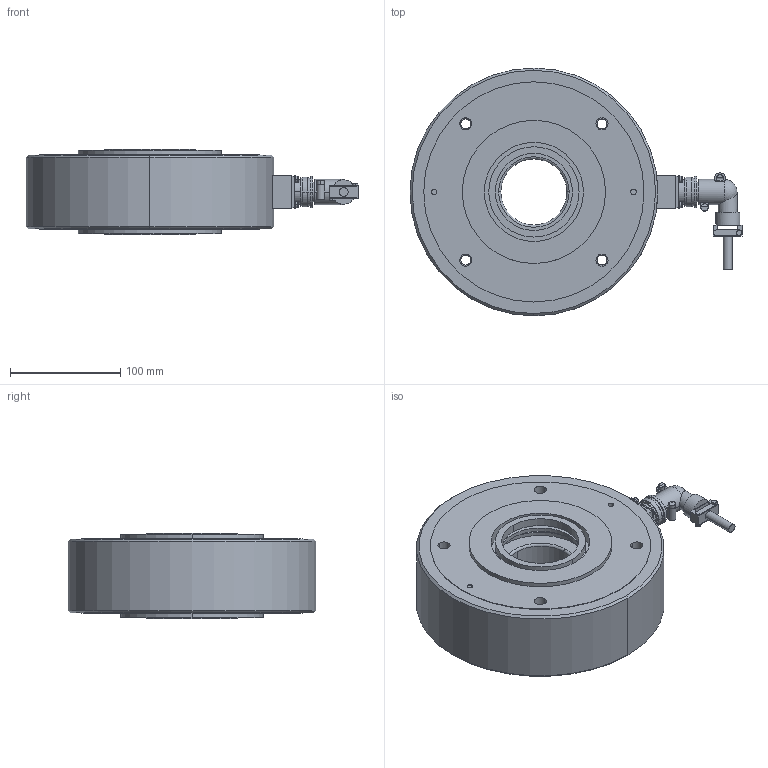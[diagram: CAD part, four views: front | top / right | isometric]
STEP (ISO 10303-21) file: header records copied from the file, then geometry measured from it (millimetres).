
FILE_DESCRIPTION((''),'2;1');
FILE_NAME('50209.stp','2007-01-15T10:15:45',(''),(''),'Mechanical Desktop 2007','Mechanical Desktop 2007',', , ');
FILE_SCHEMA(('CONFIG_CONTROL_DESIGN'));
Length unit declared in the file: millimetre
Products named in the file (24): L50209; L4963304; TEIL1; L49258; TEIL1AAA; L49610; TEIL1AA; L4340402; TEIL1A; FLANSCHDOSE_WINKEL_AMPH_4-POLIG; TEIL1AAAA; V_RING_V70A; V_RING_V70AA; L49026; TEIL1AAAAA; FEDERRING_M3A; FEDERRING_M3; I-6KT_SCHRAUBE_M3X25; I-6KT_SCHRAUBE_M3X25A; I-6KT_SCHRAUBE_M6X60; I-6KT_SCHRAUBE_M6X60A; PENDELKUGELLAGER_2212TVA; PENDELKUGELLAGER_2212TV; SICHERUNGSRING_J110
Assembly tree (31 placements, depth 3):
  L50209
    L4963304
      TEIL1
    L49258
      TEIL1AAA
    L49610
      TEIL1AA
    L4340402  x2
      TEIL1A
    FLANSCHDOSE_WINKEL_AMPH_4-POLIG
      TEIL1AAAA
    V_RING_V70A  x2
      V_RING_V70AA
    L49026
      TEIL1AAAAA
    FEDERRING_M3A  x4
      FEDERRING_M3
    I-6KT_SCHRAUBE_M3X25  x4
      I-6KT_SCHRAUBE_M3X25A
    I-6KT_SCHRAUBE_M6X60
      I-6KT_SCHRAUBE_M6X60A
    PENDELKUGELLAGER_2212TVA
      PENDELKUGELLAGER_2212TV
    SICHERUNGSRING_J110
Bounding box: 301.5 x 225 x 77.9 mm (x, y, z)
Volume: 2385846.8 mm3; surface area: 393608.1 mm2
Topology: 20 solids, 20 shells, 409 faces, 981 edges, 646 vertices
Faces by surface type: cylinder 232, plane 120, cone 34, torus 18, bspline 4, sphere 1
Entity records: 10422 total; most frequent: CARTESIAN_POINT 1984, DIRECTION 1883, ORIENTED_EDGE 1524, AXIS2_PLACEMENT_3D 788, EDGE_CURVE 762, VERTEX_POINT 501, CIRCLE 440, EDGE_LOOP 433
